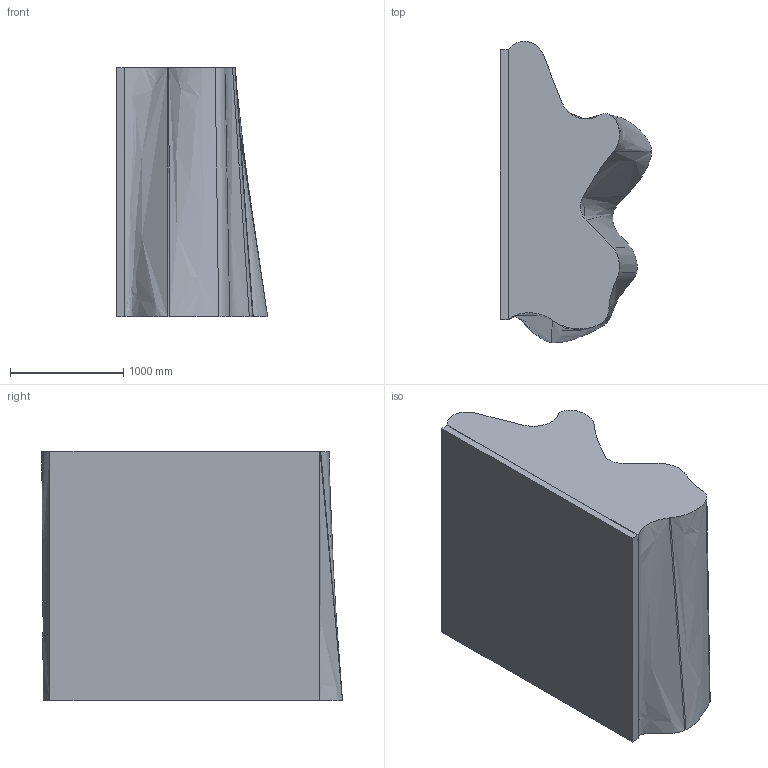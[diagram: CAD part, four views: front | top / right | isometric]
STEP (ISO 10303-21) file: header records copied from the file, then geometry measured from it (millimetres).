
FILE_DESCRIPTION(/* description */ (''),/* implementation_level */ '2;1');
FILE_NAME(/* name */ 'Logico_Mini_Parete_3D',/* time_stamp */ '2012-03-22T15:22:02+01:00',/* author */ (''),/* organization */ (''),/* preprocessor_version */ 'ST-DEVELOPER v10',/* originating_system */ '',/* authorisation */ '');
FILE_SCHEMA (('CONFIG_CONTROL_DESIGN'));
Length unit declared in the file: centimetre
Products named in the file (1): 1
Bounding box: 1334.85 x 2656.82 x 2200.28 mm (x, y, z)
Volume: 559318773.1 mm3; surface area: 30028096.7 mm2
Topology: 3 solids, 4 shells, 44 faces, 117 edges, 74 vertices
Faces by surface type: bspline 33, plane 11
Entity records: 1816 total; most frequent: CARTESIAN_POINT 1113, ORIENTED_EDGE 199, EDGE_CURVE 113, VERTEX_POINT 74, B_SPLINE_CURVE_WITH_KNOTS 49, ADVANCED_FACE 44, FACE_OUTER_BOUND 44, EDGE_LOOP 44
